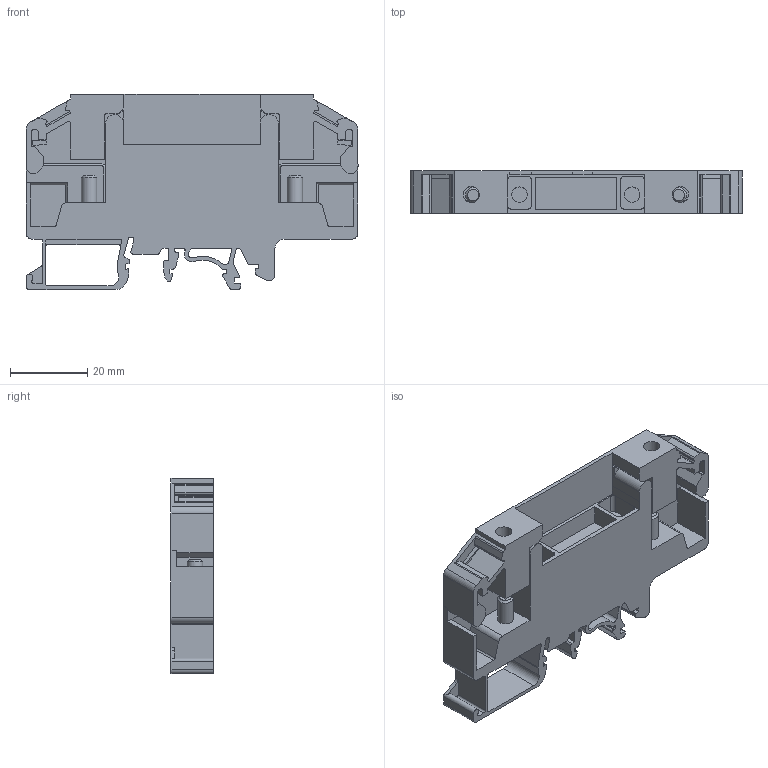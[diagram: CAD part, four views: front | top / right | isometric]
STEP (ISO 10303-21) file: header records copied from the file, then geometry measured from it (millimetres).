
FILE_DESCRIPTION( ( 'Unknown' ), '1' );
FILE_NAME( 'STH4DT.stp', 'Unknown', ( 'Unknown' ), ( 'Unknown' ), 'PSStep 14.0', 'Unknown', ' ' );
FILE_SCHEMA( ( 'AUTOMOTIVE_DESIGN { 1 0 10303 214 1 1 1 1 }' ) );
Length unit declared in the file: millimetre
Products named in the file (1): 1
Bounding box: 86.1 x 11.1 x 50.6 mm (x, y, z)
Volume: 23868.2 mm3; surface area: 15862.5 mm2
Topology: 1 solids, 1 shells, 344 faces, 990 edges, 658 vertices
Faces by surface type: plane 200, cylinder 140, cone 4
Full cylindrical faces by diameter (mm): 4 x4, 4.2 x2
Entity records: 14033 total; most frequent: CARTESIAN_POINT 1982, ORIENTED_EDGE 1958, DIRECTION 1957, EDGE_CURVE 979, LINE 689, VECTOR 689, VERTEX_POINT 655, AXIS2_PLACEMENT_3D 634
